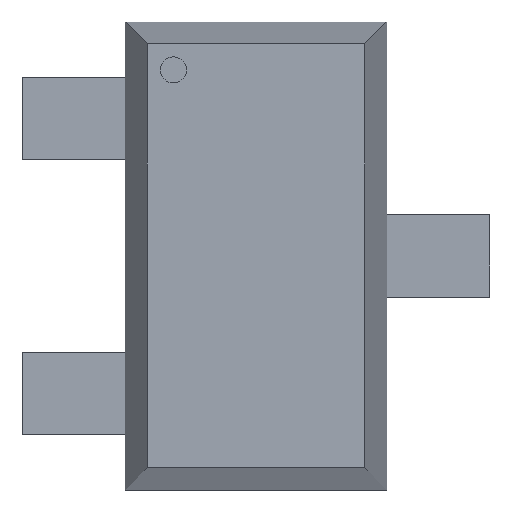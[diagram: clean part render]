
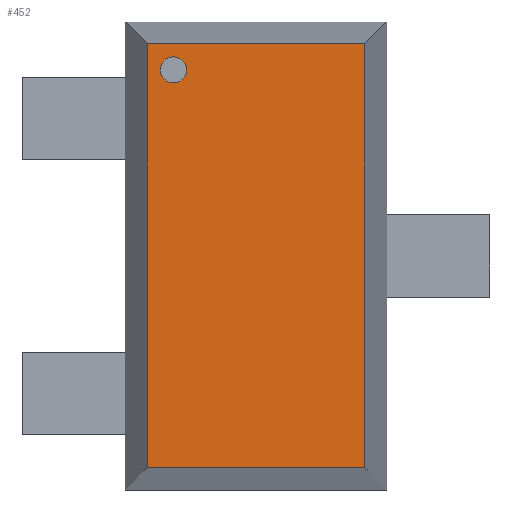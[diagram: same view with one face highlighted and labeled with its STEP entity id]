
A CAD part, top view. The second image highlights one B-rep face of the part: STEP entity #452.
In plain terms, the highlighted planar face has unit normal (0, 0, 1).
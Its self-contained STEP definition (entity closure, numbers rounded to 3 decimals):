
#21=FACE_BOUND('',#90,.T.);
#29=PLANE('',#501);
#59=FACE_OUTER_BOUND('',#89,.T.);
#89=EDGE_LOOP('',(#354,#355,#356,#357));
#90=EDGE_LOOP('',(#358));
#113=LINE('',#657,#170);
#117=LINE('',#665,#174);
#120=LINE('',#671,#177);
#124=LINE('',#677,#181);
#170=VECTOR('',#536,10.);
#174=VECTOR('',#542,10.);
#177=VECTOR('',#547,10.);
#181=VECTOR('',#553,10.);
#226=CIRCLE('',#492,0.048);
#228=VERTEX_POINT('',#648);
#230=VERTEX_POINT('',#655);
#231=VERTEX_POINT('',#656);
#234=VERTEX_POINT('',#664);
#236=VERTEX_POINT('',#670);
#266=EDGE_CURVE('',#228,#228,#226,.T.);
#269=EDGE_CURVE('',#230,#231,#113,.T.);
#273=EDGE_CURVE('',#231,#234,#117,.T.);
#276=EDGE_CURVE('',#234,#236,#120,.T.);
#280=EDGE_CURVE('',#236,#230,#124,.T.);
#354=ORIENTED_EDGE('',*,*,#269,.F.);
#355=ORIENTED_EDGE('',*,*,#280,.F.);
#356=ORIENTED_EDGE('',*,*,#276,.F.);
#357=ORIENTED_EDGE('',*,*,#273,.F.);
#358=ORIENTED_EDGE('',*,*,#266,.T.);
#452=ADVANCED_FACE('',(#59,#21),#29,.T.);
#492=AXIS2_PLACEMENT_3D('',#649,#527,#528);
#501=AXIS2_PLACEMENT_3D('',#688,#563,#564);
#527=DIRECTION('center_axis',(0.,0.,-1.));
#528=DIRECTION('ref_axis',(1.,0.,0.));
#536=DIRECTION('',(0.,1.,0.));
#542=DIRECTION('',(1.,0.,0.));
#547=DIRECTION('',(0.,-1.,0.));
#553=DIRECTION('',(-1.,0.,0.));
#563=DIRECTION('center_axis',(0.,0.,1.));
#564=DIRECTION('ref_axis',(1.,0.,0.));
#648=CARTESIAN_POINT('',(-0.348,0.675,0.8));
#649=CARTESIAN_POINT('Origin',(-0.3,0.675,0.8));
#655=CARTESIAN_POINT('',(-0.395,-0.77,0.8));
#656=CARTESIAN_POINT('',(-0.395,0.77,0.8));
#657=CARTESIAN_POINT('',(-0.395,0.425,0.8));
#664=CARTESIAN_POINT('',(0.395,0.77,0.8));
#665=CARTESIAN_POINT('',(0.238,0.77,0.8));
#670=CARTESIAN_POINT('',(0.395,-0.77,0.8));
#671=CARTESIAN_POINT('',(0.395,-0.425,0.8));
#677=CARTESIAN_POINT('',(-0.238,-0.77,0.8));
#688=CARTESIAN_POINT('Origin',(0.,0.,0.8));
